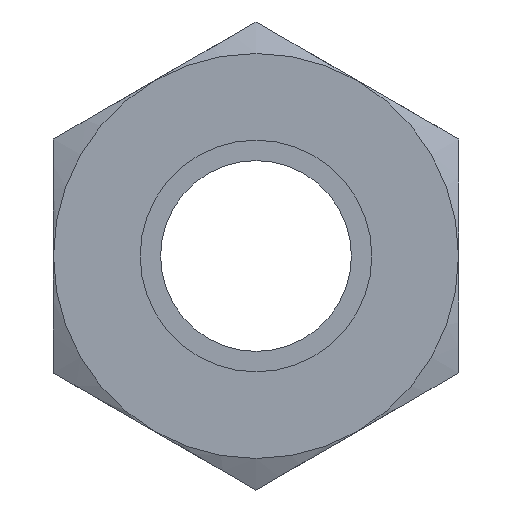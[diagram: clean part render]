
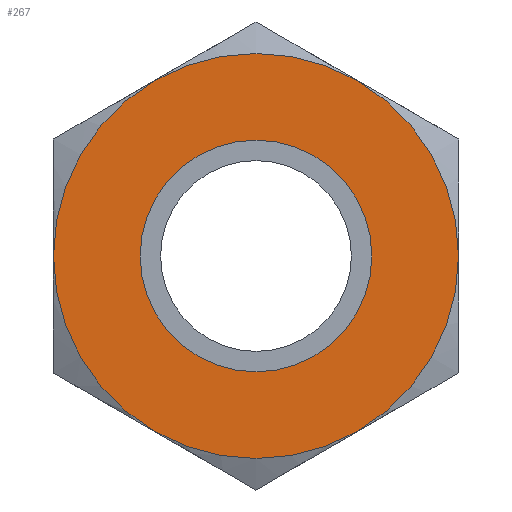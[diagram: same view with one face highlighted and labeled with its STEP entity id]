
A CAD part, front view. The second image highlights one B-rep face of the part: STEP entity #267.
In plain terms, the highlighted planar face has unit normal (0, -1, 0).
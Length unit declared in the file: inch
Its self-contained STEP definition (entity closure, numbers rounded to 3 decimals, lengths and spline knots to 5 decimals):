
#30=PLANE('',#317);
#65=FACE_BOUND('',#107,.T.);
#79=FACE_OUTER_BOUND('',#106,.T.);
#106=EDGE_LOOP('',(#219));
#107=EDGE_LOOP('',(#220));
#132=CIRCLE('',#312,0.21859);
#133=CIRCLE('',#314,0.125);
#151=VERTEX_POINT('',#450);
#158=VERTEX_POINT('',#477);
#176=EDGE_CURVE('',#151,#151,#132,.T.);
#183=EDGE_CURVE('',#158,#158,#133,.T.);
#219=ORIENTED_EDGE('',*,*,#176,.T.);
#220=ORIENTED_EDGE('',*,*,#183,.T.);
#267=ADVANCED_FACE('',(#79,#65),#30,.F.);
#312=AXIS2_PLACEMENT_3D('',#451,#358,#359);
#314=AXIS2_PLACEMENT_3D('',#478,#362,#363);
#317=AXIS2_PLACEMENT_3D('',#482,#368,#369);
#358=DIRECTION('center_axis',(0.,-1.,0.));
#359=DIRECTION('ref_axis',(0.,0.,-1.));
#362=DIRECTION('center_axis',(0.,1.,0.));
#363=DIRECTION('ref_axis',(0.,0.,1.));
#368=DIRECTION('center_axis',(0.,1.,0.));
#369=DIRECTION('ref_axis',(0.,0.,1.));
#450=CARTESIAN_POINT('',(0.,0.,0.21859));
#451=CARTESIAN_POINT('Origin',(0.,0.,0.));
#477=CARTESIAN_POINT('',(0.,0.,0.125));
#478=CARTESIAN_POINT('Origin',(0.,0.,0.));
#482=CARTESIAN_POINT('Origin',(0.,0.,0.));
